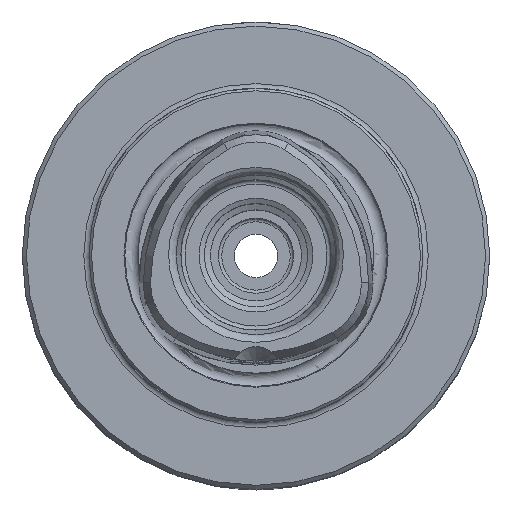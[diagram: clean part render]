
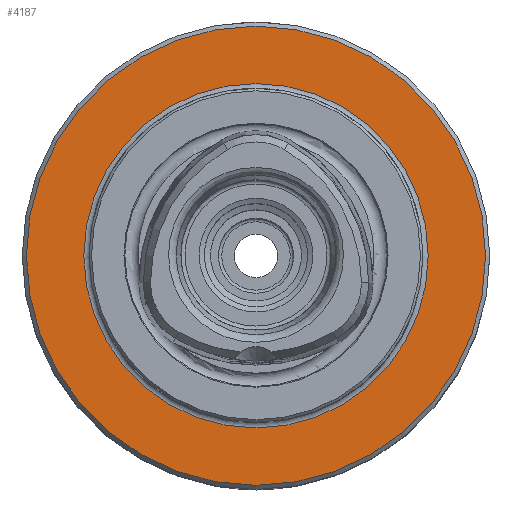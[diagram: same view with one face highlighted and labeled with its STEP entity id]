
A CAD part, top view. The second image highlights one B-rep face of the part: STEP entity #4187.
In plain terms, the highlighted planar face has unit normal (0, 0, 1).
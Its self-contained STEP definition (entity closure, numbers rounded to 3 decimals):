
#152=PLANE('',#4436);
#393=ORIENTED_EDGE('',*,*,#1039,.F.);
#394=ORIENTED_EDGE('',*,*,#1022,.T.);
#1022=EDGE_CURVE('',#1356,#1356,#1621,.T.);
#1039=EDGE_CURVE('',#1373,#1373,#1638,.T.);
#1356=VERTEX_POINT('',#5742);
#1373=VERTEX_POINT('',#5791);
#1621=CIRCLE('',#4405,27.5);
#1638=CIRCLE('',#4437,20.625);
#1851=EDGE_LOOP('',(#393));
#1852=EDGE_LOOP('',(#394));
#2223=FACE_BOUND('',#1851,.T.);
#2224=FACE_BOUND('',#1852,.T.);
#4187=ADVANCED_FACE('',(#2223,#2224),#152,.T.);
#4405=AXIS2_PLACEMENT_3D('',#5741,#4839,#4840);
#4436=AXIS2_PLACEMENT_3D('',#5789,#4901,#4902);
#4437=AXIS2_PLACEMENT_3D('',#5790,#4903,#4904);
#4839=DIRECTION('',(0.,0.,1.));
#4840=DIRECTION('',(1.,0.,0.));
#4901=DIRECTION('',(0.,0.,1.));
#4902=DIRECTION('',(1.,0.,0.));
#4903=DIRECTION('',(0.,0.,1.));
#4904=DIRECTION('',(1.,0.,0.));
#5741=CARTESIAN_POINT('',(0.,0.,-34.5));
#5742=CARTESIAN_POINT('',(27.5,0.,-34.5));
#5789=CARTESIAN_POINT('',(20.625,0.,-34.5));
#5790=CARTESIAN_POINT('',(0.,0.,-34.5));
#5791=CARTESIAN_POINT('',(20.625,0.,-34.5));
